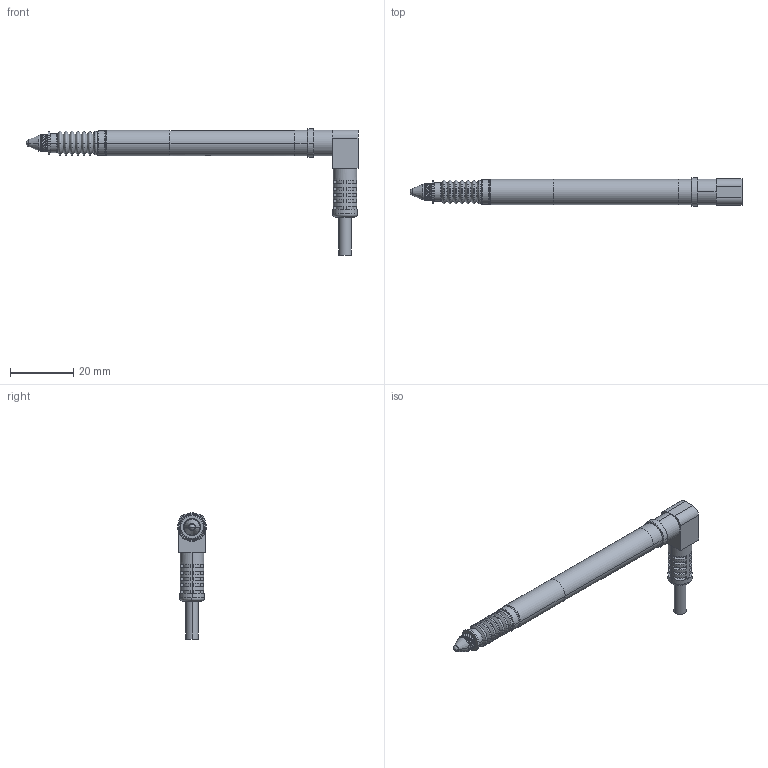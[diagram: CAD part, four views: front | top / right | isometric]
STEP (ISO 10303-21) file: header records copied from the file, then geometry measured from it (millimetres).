
FILE_DESCRIPTION((''),'2;1');
FILE_NAME('ENCOMBR_900_1006_SW0001','2007-08-22T',('PTC'),('Sylvac SA'),'PRO/ENGINEER BY PARAMETRIC TECHNOLOGY CORPORATION, 2005310','PRO/ENGINEER BY PARAMETRIC TECHNOLOGY CORPORATION, 2005310','');
FILE_SCHEMA(('CONFIG_CONTROL_DESIGN'));
Length unit declared in the file: millimetre
Products named in the file (1): ENCOMBR_900_1006_SW0001
Bounding box: 104.9 x 9 x 39.9 mm (x, y, z)
Surface area: 3739.3 mm2 (no closed solid volume)
Topology: 0 solids, 20 shells, 859 faces, 1918 edges, 1089 vertices
Faces by surface type: bspline 504, cylinder 159, plane 94, cone 84, torus 16, sphere 2
Entity records: 36448 total; most frequent: CARTESIAN_POINT 21132, ORIENTED_EDGE 3610, DIRECTION 1976, EDGE_CURVE 1916, VERTEX_POINT 1089, B_SPLINE_CURVE_WITH_KNOTS 1014, EDGE_LOOP 889, FACE_OUTER_BOUND 859
